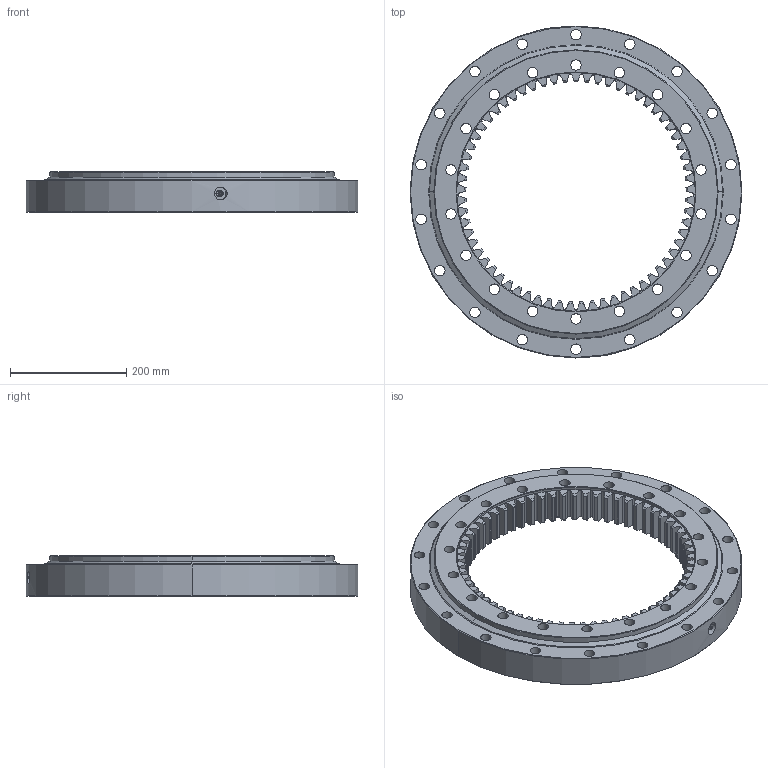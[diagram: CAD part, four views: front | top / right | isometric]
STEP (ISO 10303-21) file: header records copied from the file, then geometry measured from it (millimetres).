
FILE_DESCRIPTION (( 'STEP AP214' ), '1' );
FILE_NAME ('I.570.25.00.D.1.STEP', '2017-04-13T10:28:24', ( '' ), ( '' ), 'SwSTEP 2.0', 'SolidWorks 2015', '' );
FILE_SCHEMA (( 'AUTOMOTIVE_DESIGN' ));
Length unit declared in the file: millimetre
Products named in the file (7): I.570.25.00.D.1; Grease nipple M10x1mm; B.570.B25B.A1N.0 - OR Seal; B.570.B25B.A1N.0 - IR Seal; Ball D25; B.570.B25B.A1N.0 - OR; B.570.B25B.A1N.0 - IR
Assembly tree (58 placements, depth 2):
  I.570.25.00.D.1
    B.570.B25B.A1N.0 - IR
    B.570.B25B.A1N.0 - OR
    Ball D25  x52
    B.570.B25B.A1N.0 - IR Seal
    B.570.B25B.A1N.0 - OR Seal
    Grease nipple M10x1mm  x2
Bounding box: 570 x 570 x 70 mm (x, y, z)
Volume: 6783038.9 mm3; surface area: 1072193.5 mm2
Topology: 58 solids, 58 shells, 1130 faces, 3287 edges, 2180 vertices
Faces by surface type: bspline 325, plane 297, cone 192, cylinder 181, sphere 104, torus 31
Entity records: 36494 total; most frequent: CARTESIAN_POINT 12235, ORIENTED_EDGE 5706, DIRECTION 3812, EDGE_CURVE 2853, VERTEX_POINT 1880, AXIS2_PLACEMENT_3D 1309, LINE 1194, VECTOR 1194
